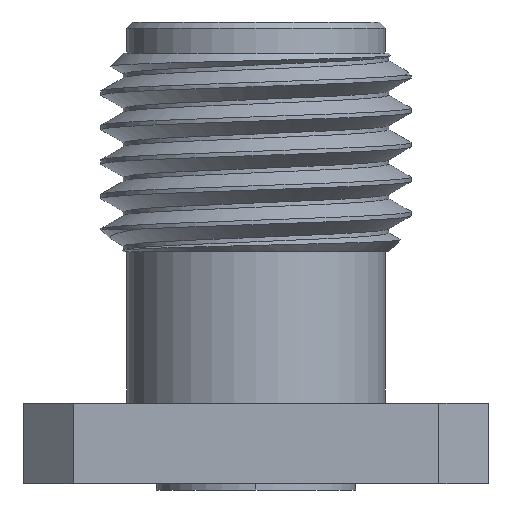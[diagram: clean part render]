
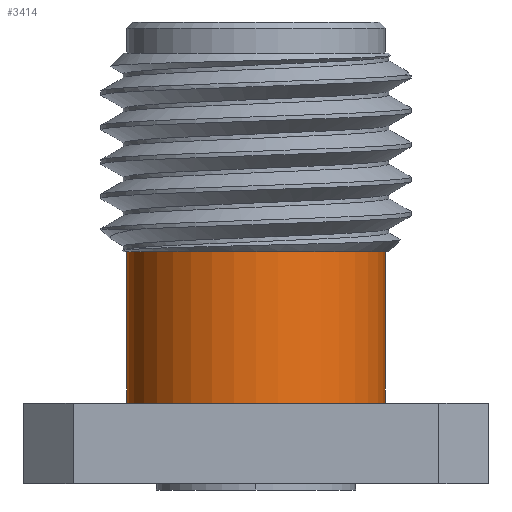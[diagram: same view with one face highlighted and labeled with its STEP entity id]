
A CAD part, left-side view. The second image highlights one B-rep face of the part: STEP entity #3414.
In plain terms, the highlighted cylindrical face has radius 2.65 mm (diameter 5.3 mm), a partial arc.
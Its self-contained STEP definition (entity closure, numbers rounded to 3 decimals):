
#22 = VERTEX_POINT ( 'NONE', #171 ) ;
#74 = VECTOR ( 'NONE', #2157, 1000. ) ;
#171 = CARTESIAN_POINT ( 'NONE',  ( 0., 2.65, 0. ) ) ;
#228 = VERTEX_POINT ( 'NONE', #4586 ) ;
#252 = DIRECTION ( 'NONE',  ( 0., 0., 1. ) ) ;
#557 = CARTESIAN_POINT ( 'NONE',  ( 0., 0., 3.101 ) ) ;
#578 = CARTESIAN_POINT ( 'NONE',  ( 0., 2.65, 3.101 ) ) ;
#623 = ORIENTED_EDGE ( 'NONE', *, *, #2708, .T. ) ;
#678 = CARTESIAN_POINT ( 'NONE',  ( 0., 0., 0. ) ) ;
#854 = AXIS2_PLACEMENT_3D ( 'NONE', #678, #252, #4842 ) ;
#1167 = CARTESIAN_POINT ( 'NONE',  ( 0., -2.65, 0. ) ) ;
#1763 = LINE ( 'NONE', #3736, #74 ) ;
#1903 = ORIENTED_EDGE ( 'NONE', *, *, #2226, .T. ) ;
#2157 = DIRECTION ( 'NONE',  ( 0., 0., 1. ) ) ;
#2199 = ORIENTED_EDGE ( 'NONE', *, *, #3710, .F. ) ;
#2226 = EDGE_CURVE ( 'NONE', #4815, #228, #3750, .T. ) ;
#2520 = EDGE_LOOP ( 'NONE', ( #2199, #623, #1903, #4679 ) ) ;
#2639 = EDGE_CURVE ( 'NONE', #4214, #228, #4636, .T. ) ;
#2694 = CARTESIAN_POINT ( 'NONE',  ( 0., 0., 7.8 ) ) ;
#2708 = EDGE_CURVE ( 'NONE', #22, #4815, #3824, .T. ) ;
#2721 = DIRECTION ( 'NONE',  ( 0., -1., 0. ) ) ;
#2756 = VECTOR ( 'NONE', #4122, 1000. ) ;
#3088 = DIRECTION ( 'NONE',  ( 0., 0., 1. ) ) ;
#3234 = DIRECTION ( 'NONE',  ( 0., -1., 0. ) ) ;
#3401 = CARTESIAN_POINT ( 'NONE',  ( 0., -2.65, 7.8 ) ) ;
#3414 = ADVANCED_FACE ( 'NONE', ( #4034 ), #4329, .T. ) ;
#3525 = AXIS2_PLACEMENT_3D ( 'NONE', #557, #4774, #3234 ) ;
#3710 = EDGE_CURVE ( 'NONE', #22, #4214, #1763, .T. ) ;
#3736 = CARTESIAN_POINT ( 'NONE',  ( 0., 2.65, 7.8 ) ) ;
#3750 = LINE ( 'NONE', #3401, #2756 ) ;
#3824 = CIRCLE ( 'NONE', #854, 2.65 ) ;
#4034 = FACE_OUTER_BOUND ( 'NONE', #2520, .T. ) ;
#4122 = DIRECTION ( 'NONE',  ( 0., 0., 1. ) ) ;
#4125 = AXIS2_PLACEMENT_3D ( 'NONE', #2694, #3088, #2721 ) ;
#4214 = VERTEX_POINT ( 'NONE', #578 ) ;
#4329 = CYLINDRICAL_SURFACE ( 'NONE', #4125, 2.65 ) ;
#4586 = CARTESIAN_POINT ( 'NONE',  ( 0., -2.65, 3.101 ) ) ;
#4636 = CIRCLE ( 'NONE', #3525, 2.65 ) ;
#4679 = ORIENTED_EDGE ( 'NONE', *, *, #2639, .F. ) ;
#4774 = DIRECTION ( 'NONE',  ( 0., 0., 1. ) ) ;
#4815 = VERTEX_POINT ( 'NONE', #1167 ) ;
#4842 = DIRECTION ( 'NONE',  ( -1., 0., 0. ) ) ;
